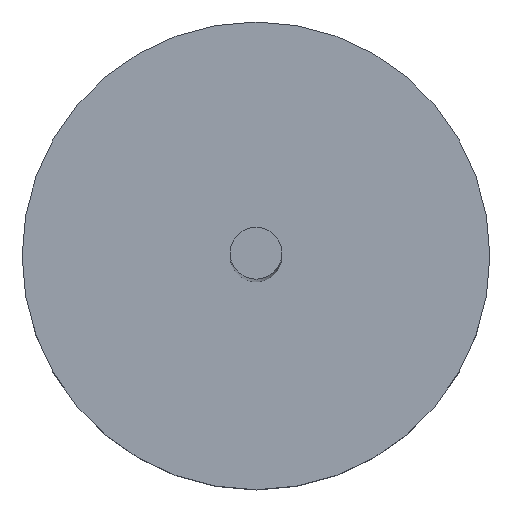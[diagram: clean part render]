
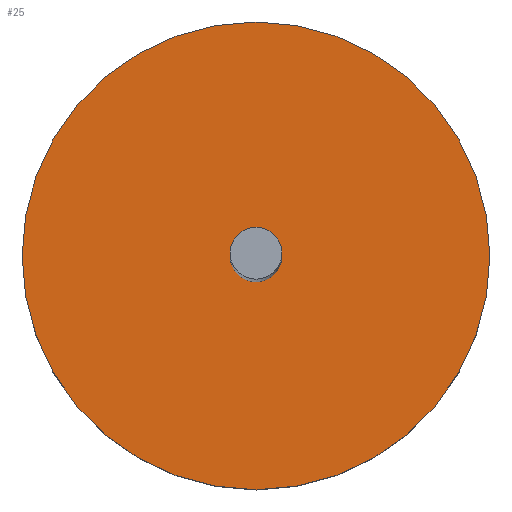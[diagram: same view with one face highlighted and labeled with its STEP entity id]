
A CAD part, top view. The second image highlights one B-rep face of the part: STEP entity #25.
In plain terms, the highlighted planar face has unit normal (0, 0, 1).
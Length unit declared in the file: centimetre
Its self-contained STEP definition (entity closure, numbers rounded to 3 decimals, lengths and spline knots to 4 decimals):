
#1 = VERTEX_POINT ( 'NONE', #192 ) ;
#6 = EDGE_CURVE ( 'NONE', #158, #1, #172, .T. ) ;
#15 = CARTESIAN_POINT ( 'NONE',  ( 0.2, 0., 7.863 ) ) ;
#22 = CARTESIAN_POINT ( 'NONE',  ( 0., 0., 7.863 ) ) ;
#25 = ADVANCED_FACE ( 'NONE', ( #47, #173 ), #74, .T. ) ;
#34 = DIRECTION ( 'NONE',  ( 0., 0., 1. ) ) ;
#46 = ORIENTED_EDGE ( 'NONE', *, *, #281, .T. ) ;
#47 = FACE_BOUND ( 'NONE', #256, .T. ) ;
#48 = AXIS2_PLACEMENT_3D ( 'NONE', #289, #57, #246 ) ;
#57 = DIRECTION ( 'NONE',  ( 0., 0., 1. ) ) ;
#64 = ORIENTED_EDGE ( 'NONE', *, *, #93, .T. ) ;
#67 = ORIENTED_EDGE ( 'NONE', *, *, #143, .F. ) ;
#74 = PLANE ( 'NONE',  #293 ) ;
#93 = EDGE_CURVE ( 'NONE', #141, #189, #113, .T. ) ;
#113 = CIRCLE ( 'NONE', #273, 1.8 ) ;
#116 = EDGE_LOOP ( 'NONE', ( #64, #46 ) ) ;
#126 = CARTESIAN_POINT ( 'NONE',  ( 0., 0., 7.863 ) ) ;
#128 = CARTESIAN_POINT ( 'NONE',  ( 0., 0., 7.863 ) ) ;
#141 = VERTEX_POINT ( 'NONE', #154 ) ;
#143 = EDGE_CURVE ( 'NONE', #1, #158, #213, .T. ) ;
#149 = CARTESIAN_POINT ( 'NONE',  ( 0., 0., 7.863 ) ) ;
#152 = AXIS2_PLACEMENT_3D ( 'NONE', #128, #217, #156 ) ;
#154 = CARTESIAN_POINT ( 'NONE',  ( -1.8, 0., 7.863 ) ) ;
#156 = DIRECTION ( 'NONE',  ( 1., 0., 0. ) ) ;
#158 = VERTEX_POINT ( 'NONE', #15 ) ;
#162 = DIRECTION ( 'NONE',  ( 0., 0., 1. ) ) ;
#172 = CIRCLE ( 'NONE', #203, 0.2 ) ;
#173 = FACE_OUTER_BOUND ( 'NONE', #116, .T. ) ;
#176 = CARTESIAN_POINT ( 'NONE',  ( 1.8, 0., 7.863 ) ) ;
#189 = VERTEX_POINT ( 'NONE', #176 ) ;
#192 = CARTESIAN_POINT ( 'NONE',  ( -0.2, 0., 7.863 ) ) ;
#193 = ORIENTED_EDGE ( 'NONE', *, *, #6, .F. ) ;
#203 = AXIS2_PLACEMENT_3D ( 'NONE', #22, #162, #231 ) ;
#213 = CIRCLE ( 'NONE', #48, 0.2 ) ;
#217 = DIRECTION ( 'NONE',  ( 0., 0., 1. ) ) ;
#231 = DIRECTION ( 'NONE',  ( 1., 0., 0. ) ) ;
#240 = DIRECTION ( 'NONE',  ( 1., 0., 0. ) ) ;
#242 = CIRCLE ( 'NONE', #152, 1.8 ) ;
#246 = DIRECTION ( 'NONE',  ( 1., 0., 0. ) ) ;
#256 = EDGE_LOOP ( 'NONE', ( #67, #193 ) ) ;
#260 = DIRECTION ( 'NONE',  ( 1., 0., 0. ) ) ;
#263 = DIRECTION ( 'NONE',  ( 0., 0., 1. ) ) ;
#273 = AXIS2_PLACEMENT_3D ( 'NONE', #149, #263, #260 ) ;
#281 = EDGE_CURVE ( 'NONE', #189, #141, #242, .T. ) ;
#289 = CARTESIAN_POINT ( 'NONE',  ( 0., 0., 7.863 ) ) ;
#293 = AXIS2_PLACEMENT_3D ( 'NONE', #126, #34, #240 ) ;
